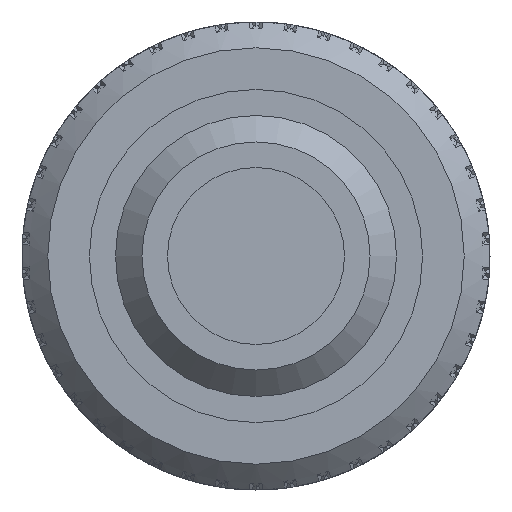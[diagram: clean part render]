
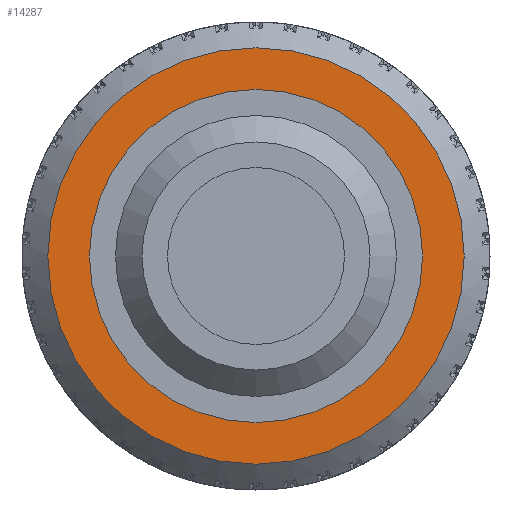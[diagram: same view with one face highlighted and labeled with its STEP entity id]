
A CAD part, front view. The second image highlights one B-rep face of the part: STEP entity #14287.
In plain terms, the highlighted planar face has unit normal (0, -1, 0).
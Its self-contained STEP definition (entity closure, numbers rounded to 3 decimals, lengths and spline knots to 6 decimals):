
#1242 = CARTESIAN_POINT ( 'NONE',  ( 0., -0.366059, -0.062992 ) ) ;
#10185 = CARTESIAN_POINT ( 'NONE',  ( 0., -0.366059, 0. ) ) ;
#11016 = ORIENTED_EDGE ( 'NONE', *, *, #78663, .T. ) ;
#14287 = ADVANCED_FACE ( 'NONE', ( #52943, #65391 ), #54011, .T. ) ;
#20999 = EDGE_LOOP ( 'NONE', ( #83132 ) ) ;
#21125 = AXIS2_PLACEMENT_3D ( 'NONE', #73022, #50932, #79048 ) ;
#28638 = EDGE_CURVE ( 'NONE', #45127, #45127, #60085, .T. ) ;
#45127 = VERTEX_POINT ( 'NONE', #1242 ) ;
#45813 = DIRECTION ( 'NONE',  ( 0., -1., 0. ) ) ;
#46325 = AXIS2_PLACEMENT_3D ( 'NONE', #10185, #45813, #60310 ) ;
#50932 = DIRECTION ( 'NONE',  ( 0., -1., 0. ) ) ;
#51369 = CARTESIAN_POINT ( 'NONE',  ( 0., -0.366059, -0.07874 ) ) ;
#52943 = FACE_OUTER_BOUND ( 'NONE', #84540, .T. ) ;
#54011 = PLANE ( 'NONE',  #46325 ) ;
#60085 = CIRCLE ( 'NONE', #91463, 0.062992 ) ;
#60310 = DIRECTION ( 'NONE',  ( 0., 0., -1. ) ) ;
#61546 = CARTESIAN_POINT ( 'NONE',  ( 0., -0.366059, 0. ) ) ;
#65391 = FACE_BOUND ( 'NONE', #20999, .T. ) ;
#73022 = CARTESIAN_POINT ( 'NONE',  ( 0., -0.366059, 0. ) ) ;
#74373 = VERTEX_POINT ( 'NONE', #51369 ) ;
#78663 = EDGE_CURVE ( 'NONE', #74373, #74373, #80427, .T. ) ;
#79048 = DIRECTION ( 'NONE',  ( 0., 0., -1. ) ) ;
#80427 = CIRCLE ( 'NONE', #21125, 0.07874 ) ;
#83132 = ORIENTED_EDGE ( 'NONE', *, *, #28638, .F. ) ;
#83365 = DIRECTION ( 'NONE',  ( 0., 0., -1. ) ) ;
#83680 = DIRECTION ( 'NONE',  ( 0., -1., 0. ) ) ;
#84540 = EDGE_LOOP ( 'NONE', ( #11016 ) ) ;
#91463 = AXIS2_PLACEMENT_3D ( 'NONE', #61546, #83680, #83365 ) ;
